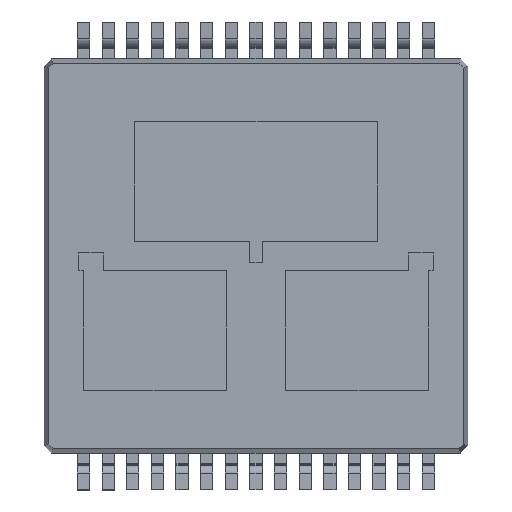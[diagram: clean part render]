
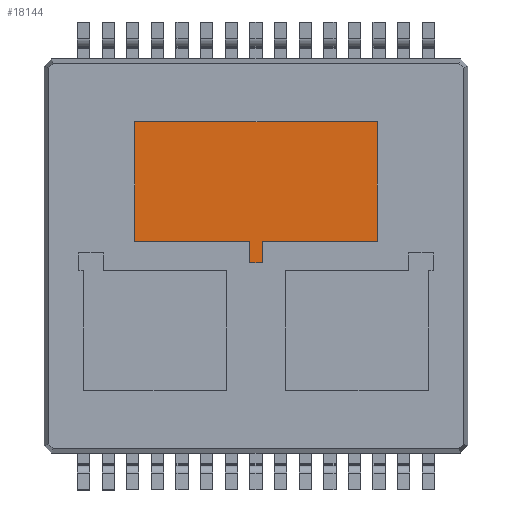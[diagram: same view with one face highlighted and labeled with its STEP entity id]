
A CAD part, front view. The second image highlights one B-rep face of the part: STEP entity #18144.
In plain terms, the highlighted planar face has unit normal (0, -1, 0).
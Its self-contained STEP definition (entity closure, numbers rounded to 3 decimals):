
#50 = ORIENTED_EDGE ( 'NONE', *, *, #3739, .T. ) ;
#150 = ORIENTED_EDGE ( 'NONE', *, *, #1393, .T. ) ;
#270 = DIRECTION ( 'NONE',  ( 0., -1., 0. ) ) ;
#586 = CARTESIAN_POINT ( 'NONE',  ( -0.25, -1.125, -0.279 ) ) ;
#1393 = EDGE_CURVE ( 'NONE', #13979, #9211, #6582, .T. ) ;
#1545 = VECTOR ( 'NONE', #14798, 1000. ) ;
#1975 = CARTESIAN_POINT ( 'NONE',  ( -0.25, -1.125, 0.6 ) ) ;
#2188 = EDGE_CURVE ( 'NONE', #4408, #7085, #13363, .T. ) ;
#2407 = EDGE_CURVE ( 'NONE', #7085, #20197, #4102, .T. ) ;
#2835 = CARTESIAN_POINT ( 'NONE',  ( -4.925, -1.125, 0.6 ) ) ;
#3075 = EDGE_CURVE ( 'NONE', #10137, #3928, #6427, .T. ) ;
#3377 = VECTOR ( 'NONE', #8701, 1000. ) ;
#3398 = LINE ( 'NONE', #6539, #1545 ) ;
#3710 = CARTESIAN_POINT ( 'NONE',  ( -4.925, -1.125, 5.45 ) ) ;
#3739 = EDGE_CURVE ( 'NONE', #3928, #4408, #13213, .T. ) ;
#3755 = DIRECTION ( 'NONE',  ( 0., 0., 1. ) ) ;
#3928 = VERTEX_POINT ( 'NONE', #16273 ) ;
#4053 = CARTESIAN_POINT ( 'NONE',  ( -4.925, -1.125, 0.6 ) ) ;
#4065 = CARTESIAN_POINT ( 'NONE',  ( 4.925, -1.125, 5.45 ) ) ;
#4102 = LINE ( 'NONE', #3710, #17294 ) ;
#4408 = VERTEX_POINT ( 'NONE', #7643 ) ;
#4715 = VECTOR ( 'NONE', #15466, 1000. ) ;
#5780 = DIRECTION ( 'NONE',  ( -1., 0., 0. ) ) ;
#6427 = LINE ( 'NONE', #15521, #14857 ) ;
#6539 = CARTESIAN_POINT ( 'NONE',  ( 0.25, -1.125, -0.279 ) ) ;
#6582 = LINE ( 'NONE', #1975, #4715 ) ;
#7085 = VERTEX_POINT ( 'NONE', #13841 ) ;
#7468 = DIRECTION ( 'NONE',  ( 1., 0., 0. ) ) ;
#7643 = CARTESIAN_POINT ( 'NONE',  ( 4.925, -1.125, 5.45 ) ) ;
#8652 = LINE ( 'NONE', #4053, #11251 ) ;
#8701 = DIRECTION ( 'NONE',  ( 1., 0., 0. ) ) ;
#8948 = DIRECTION ( 'NONE',  ( 1., 0., 0. ) ) ;
#9211 = VERTEX_POINT ( 'NONE', #586 ) ;
#9235 = LINE ( 'NONE', #9809, #3377 ) ;
#9718 = ORIENTED_EDGE ( 'NONE', *, *, #13250, .T. ) ;
#9809 = CARTESIAN_POINT ( 'NONE',  ( -0.25, -1.125, -0.279 ) ) ;
#10020 = ORIENTED_EDGE ( 'NONE', *, *, #2407, .T. ) ;
#10137 = VERTEX_POINT ( 'NONE', #15455 ) ;
#10627 = CARTESIAN_POINT ( 'NONE',  ( 4.925, -1.125, 0.6 ) ) ;
#10749 = ORIENTED_EDGE ( 'NONE', *, *, #13137, .T. ) ;
#11251 = VECTOR ( 'NONE', #7468, 1000. ) ;
#12673 = VECTOR ( 'NONE', #3755, 1000. ) ;
#13137 = EDGE_CURVE ( 'NONE', #13141, #10137, #3398, .T. ) ;
#13141 = VERTEX_POINT ( 'NONE', #21614 ) ;
#13164 = EDGE_LOOP ( 'NONE', ( #10020, #21025, #150, #9718, #10749, #13945, #50, #21766 ) ) ;
#13213 = LINE ( 'NONE', #10627, #12673 ) ;
#13250 = EDGE_CURVE ( 'NONE', #9211, #13141, #9235, .T. ) ;
#13363 = LINE ( 'NONE', #4065, #15203 ) ;
#13588 = AXIS2_PLACEMENT_3D ( 'NONE', #20653, #270, #15484 ) ;
#13841 = CARTESIAN_POINT ( 'NONE',  ( -4.925, -1.125, 5.45 ) ) ;
#13945 = ORIENTED_EDGE ( 'NONE', *, *, #3075, .T. ) ;
#13979 = VERTEX_POINT ( 'NONE', #14745 ) ;
#14745 = CARTESIAN_POINT ( 'NONE',  ( -0.25, -1.125, 0.6 ) ) ;
#14798 = DIRECTION ( 'NONE',  ( 0., 0., 1. ) ) ;
#14857 = VECTOR ( 'NONE', #8948, 1000. ) ;
#15203 = VECTOR ( 'NONE', #5780, 1000. ) ;
#15455 = CARTESIAN_POINT ( 'NONE',  ( 0.25, -1.125, 0.6 ) ) ;
#15466 = DIRECTION ( 'NONE',  ( 0., 0., -1. ) ) ;
#15484 = DIRECTION ( 'NONE',  ( 0., 0., -1. ) ) ;
#15491 = DIRECTION ( 'NONE',  ( 0., 0., -1. ) ) ;
#15521 = CARTESIAN_POINT ( 'NONE',  ( 0.25, -1.125, 0.6 ) ) ;
#16273 = CARTESIAN_POINT ( 'NONE',  ( 4.925, -1.125, 0.6 ) ) ;
#16517 = EDGE_CURVE ( 'NONE', #20197, #13979, #8652, .T. ) ;
#17294 = VECTOR ( 'NONE', #15491, 1000. ) ;
#18144 = ADVANCED_FACE ( 'NONE', ( #21493 ), #20503, .T. ) ;
#20197 = VERTEX_POINT ( 'NONE', #2835 ) ;
#20503 = PLANE ( 'NONE',  #13588 ) ;
#20653 = CARTESIAN_POINT ( 'NONE',  ( 0., -1.125, 0. ) ) ;
#21025 = ORIENTED_EDGE ( 'NONE', *, *, #16517, .T. ) ;
#21493 = FACE_OUTER_BOUND ( 'NONE', #13164, .T. ) ;
#21614 = CARTESIAN_POINT ( 'NONE',  ( 0.25, -1.125, -0.279 ) ) ;
#21766 = ORIENTED_EDGE ( 'NONE', *, *, #2188, .T. ) ;
